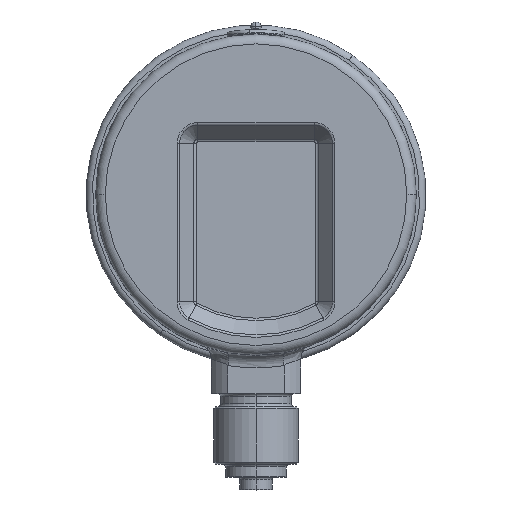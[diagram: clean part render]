
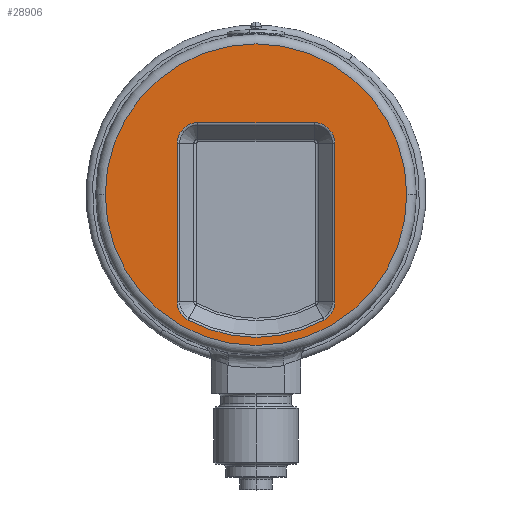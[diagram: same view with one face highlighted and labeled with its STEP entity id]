
A CAD part, top view. The second image highlights one B-rep face of the part: STEP entity #28906.
In plain terms, the highlighted planar face has unit normal (0, 0, 1).
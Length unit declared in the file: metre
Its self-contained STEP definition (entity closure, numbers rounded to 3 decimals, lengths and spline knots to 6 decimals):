
#497 = AXIS2_PLACEMENT_3D ( 'NONE', #19560, #12154, #6675 ) ;
#658 = VERTEX_POINT ( 'NONE', #28450 ) ;
#1709 = FACE_BOUND ( 'NONE', #14360, .T. ) ;
#2032 = DIRECTION ( 'NONE',  ( 1., 0., 0. ) ) ;
#2235 = PLANE ( 'NONE',  #497 ) ;
#3798 = AXIS2_PLACEMENT_3D ( 'NONE', #17006, #27444, #17183 ) ;
#3968 = EDGE_CURVE ( 'NONE', #658, #23114, #11046, .T. ) ;
#4836 = EDGE_LOOP ( 'NONE', ( #18396, #24984 ) ) ;
#5215 = VERTEX_POINT ( 'NONE', #8549 ) ;
#5605 = ORIENTED_EDGE ( 'NONE', *, *, #14605, .T. ) ;
#6513 = EDGE_CURVE ( 'NONE', #18538, #5215, #17058, .T. ) ;
#6675 = DIRECTION ( 'NONE',  ( 1., 0., 0. ) ) ;
#7032 = EDGE_CURVE ( 'NONE', #5215, #11059, #17667, .T. ) ;
#7146 = VECTOR ( 'NONE', #28753, 1. ) ;
#7451 = DIRECTION ( 'NONE',  ( 1., 0., 0. ) ) ;
#7543 = CARTESIAN_POINT ( 'NONE',  ( 0.01131, 0.019659, 0.0835 ) ) ;
#7894 = AXIS2_PLACEMENT_3D ( 'NONE', #15068, #23053, #17942 ) ;
#7953 = DIRECTION ( 'NONE',  ( 0., 0., -1. ) ) ;
#8549 = CARTESIAN_POINT ( 'NONE',  ( 0.01285, -0.011125, 0.0835 ) ) ;
#9334 = CARTESIAN_POINT ( 'NONE',  ( 0.01131, 0.016426, 0.0835 ) ) ;
#9480 = AXIS2_PLACEMENT_3D ( 'NONE', #17692, #10243, #2032 ) ;
#9498 = ORIENTED_EDGE ( 'NONE', *, *, #17914, .T. ) ;
#10243 = DIRECTION ( 'NONE',  ( 0., 0., -1. ) ) ;
#10286 = LINE ( 'NONE', #26267, #19464 ) ;
#11046 = LINE ( 'NONE', #15449, #7146 ) ;
#11056 = AXIS2_PLACEMENT_3D ( 'NONE', #11389, #23979, #16632 ) ;
#11059 = VERTEX_POINT ( 'NONE', #26789 ) ;
#11106 = CARTESIAN_POINT ( 'NONE',  ( 0.025763, 0.008426, 0.0835 ) ) ;
#11368 = EDGE_CURVE ( 'NONE', #32622, #25748, #17199, .T. ) ;
#11389 = CARTESIAN_POINT ( 'NONE',  ( 0.002263, 0.008426, 0.0835 ) ) ;
#11971 = FACE_OUTER_BOUND ( 'NONE', #4836, .T. ) ;
#12154 = DIRECTION ( 'NONE',  ( 0., 0., 1. ) ) ;
#13053 = VERTEX_POINT ( 'NONE', #14325 ) ;
#13097 = ORIENTED_EDGE ( 'NONE', *, *, #17797, .T. ) ;
#13337 = AXIS2_PLACEMENT_3D ( 'NONE', #9334, #14775, #7451 ) ;
#14325 = CARTESIAN_POINT ( 'NONE',  ( -0.006785, 0.019659, 0.0835 ) ) ;
#14360 = EDGE_LOOP ( 'NONE', ( #5605, #13097, #15501, #16226, #33384, #16460, #16317, #9498 ) ) ;
#14454 = DIRECTION ( 'NONE',  ( -1., 0., 0. ) ) ;
#14470 = EDGE_CURVE ( 'NONE', #25748, #32622, #16985, .T. ) ;
#14605 = EDGE_CURVE ( 'NONE', #32615, #30933, #32909, .T. ) ;
#14775 = DIRECTION ( 'NONE',  ( 0., 0., -1. ) ) ;
#15068 = CARTESIAN_POINT ( 'NONE',  ( 0.002263, 0.008426, 0.0835 ) ) ;
#15449 = CARTESIAN_POINT ( 'NONE',  ( -0.010018, 0.016426, 0.0835 ) ) ;
#15501 = ORIENTED_EDGE ( 'NONE', *, *, #6513, .T. ) ;
#15558 = CARTESIAN_POINT ( 'NONE',  ( -0.010018, 0.016426, 0.0835 ) ) ;
#16226 = ORIENTED_EDGE ( 'NONE', *, *, #7032, .T. ) ;
#16317 = ORIENTED_EDGE ( 'NONE', *, *, #29201, .T. ) ;
#16460 = ORIENTED_EDGE ( 'NONE', *, *, #3968, .T. ) ;
#16603 = EDGE_CURVE ( 'NONE', #11059, #658, #31390, .T. ) ;
#16632 = DIRECTION ( 'NONE',  ( -1., 0., 0. ) ) ;
#16985 = CIRCLE ( 'NONE', #11056, 0.0235 ) ;
#17006 = CARTESIAN_POINT ( 'NONE',  ( -0.006785, 0.016426, 0.0835 ) ) ;
#17058 = CIRCLE ( 'NONE', #9480, 0.003233 ) ;
#17183 = DIRECTION ( 'NONE',  ( 1., 0., 0. ) ) ;
#17199 = CIRCLE ( 'NONE', #25402, 0.0235 ) ;
#17667 = CIRCLE ( 'NONE', #7894, 0.022233 ) ;
#17692 = CARTESIAN_POINT ( 'NONE',  ( 0.01131, -0.008282, 0.0835 ) ) ;
#17797 = EDGE_CURVE ( 'NONE', #30933, #18538, #10286, .T. ) ;
#17914 = EDGE_CURVE ( 'NONE', #13053, #32615, #25395, .T. ) ;
#17942 = DIRECTION ( 'NONE',  ( 1., 0., 0. ) ) ;
#18235 = DIRECTION ( 'NONE',  ( 0., -1., 0. ) ) ;
#18396 = ORIENTED_EDGE ( 'NONE', *, *, #11368, .F. ) ;
#18538 = VERTEX_POINT ( 'NONE', #32672 ) ;
#19344 = CARTESIAN_POINT ( 'NONE',  ( 0.002263, 0.008426, 0.0835 ) ) ;
#19464 = VECTOR ( 'NONE', #18235, 1. ) ;
#19560 = CARTESIAN_POINT ( 'NONE',  ( 0.002263, 0.008426, 0.0835 ) ) ;
#23053 = DIRECTION ( 'NONE',  ( 0., 0., -1. ) ) ;
#23114 = VERTEX_POINT ( 'NONE', #15558 ) ;
#23979 = DIRECTION ( 'NONE',  ( 0., 0., -1. ) ) ;
#24984 = ORIENTED_EDGE ( 'NONE', *, *, #14470, .F. ) ;
#25395 = LINE ( 'NONE', #33063, #29861 ) ;
#25402 = AXIS2_PLACEMENT_3D ( 'NONE', #19344, #29792, #14454 ) ;
#25748 = VERTEX_POINT ( 'NONE', #11106 ) ;
#26267 = CARTESIAN_POINT ( 'NONE',  ( 0.014544, -0.008282, 0.0835 ) ) ;
#26506 = CARTESIAN_POINT ( 'NONE',  ( -0.006785, -0.008282, 0.0835 ) ) ;
#26789 = CARTESIAN_POINT ( 'NONE',  ( -0.008324, -0.011125, 0.0835 ) ) ;
#27444 = DIRECTION ( 'NONE',  ( 0., 0., -1. ) ) ;
#27949 = CARTESIAN_POINT ( 'NONE',  ( 0.014544, 0.016426, 0.0835 ) ) ;
#28450 = CARTESIAN_POINT ( 'NONE',  ( -0.010018, -0.008282, 0.0835 ) ) ;
#28660 = AXIS2_PLACEMENT_3D ( 'NONE', #26506, #7953, #31128 ) ;
#28753 = DIRECTION ( 'NONE',  ( 0., 1., 0. ) ) ;
#28906 = ADVANCED_FACE ( 'NONE', ( #1709, #11971 ), #2235, .T. ) ;
#29201 = EDGE_CURVE ( 'NONE', #23114, #13053, #30467, .T. ) ;
#29792 = DIRECTION ( 'NONE',  ( 0., 0., -1. ) ) ;
#29861 = VECTOR ( 'NONE', #30844, 1. ) ;
#30467 = CIRCLE ( 'NONE', #3798, 0.003233 ) ;
#30844 = DIRECTION ( 'NONE',  ( 1., 0., 0. ) ) ;
#30933 = VERTEX_POINT ( 'NONE', #27949 ) ;
#31128 = DIRECTION ( 'NONE',  ( 1., 0., 0. ) ) ;
#31390 = CIRCLE ( 'NONE', #28660, 0.003233 ) ;
#32615 = VERTEX_POINT ( 'NONE', #7543 ) ;
#32622 = VERTEX_POINT ( 'NONE', #33107 ) ;
#32672 = CARTESIAN_POINT ( 'NONE',  ( 0.014544, -0.008282, 0.0835 ) ) ;
#32909 = CIRCLE ( 'NONE', #13337, 0.003233 ) ;
#33063 = CARTESIAN_POINT ( 'NONE',  ( 0.01131, 0.019659, 0.0835 ) ) ;
#33107 = CARTESIAN_POINT ( 'NONE',  ( -0.021237, 0.008426, 0.0835 ) ) ;
#33384 = ORIENTED_EDGE ( 'NONE', *, *, #16603, .T. ) ;
